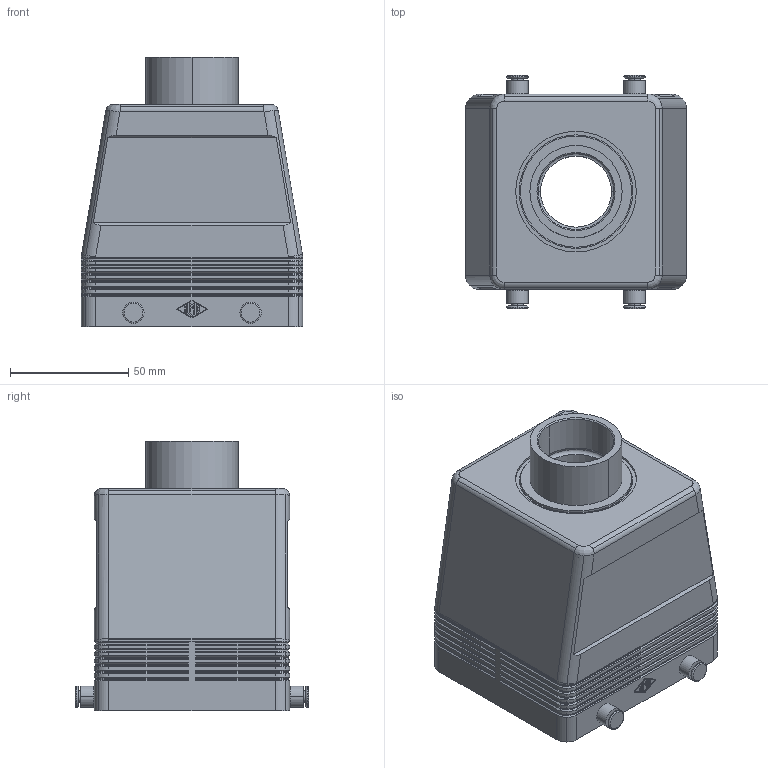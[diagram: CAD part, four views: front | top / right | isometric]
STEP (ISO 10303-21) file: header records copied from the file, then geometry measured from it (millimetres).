
FILE_DESCRIPTION((''),'2;1');
FILE_NAME('MHV 32.32.stp','2006-12-14T09:06:36',('gembarski'),(''),'Autodesk Inventor 7','Autodesk Inventor 7','');
FILE_SCHEMA(('AUTOMOTIVE_DESIGN { 1 0 10303 214 1 1 1 1 }'));
Length unit declared in the file: millimetre
Products named in the file (1): MHV 32.32
Bounding box: 93.5 x 98.5 x 114 mm (x, y, z)
Volume: 162459.6 mm3; surface area: 80658.6 mm2
Topology: 1 solids, 1 shells, 626 faces, 1577 edges, 982 vertices
Faces by surface type: plane 212, cylinder 166, bspline 126, cone 106, torus 12, sphere 4
Entity records: 19852 total; most frequent: CARTESIAN_POINT 4852, DIRECTION 3143, ORIENTED_EDGE 3122, EDGE_CURVE 1561, AXIS2_PLACEMENT_3D 1081, VERTEX_POINT 982, VECTOR 981, LINE 981
